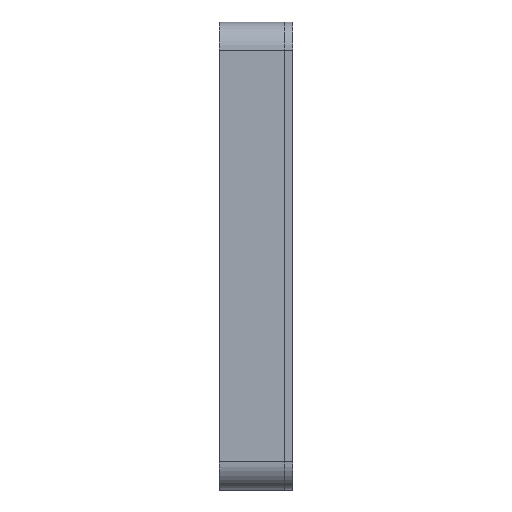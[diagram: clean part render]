
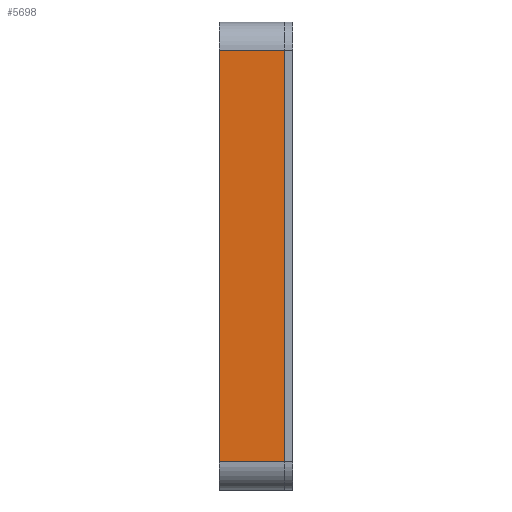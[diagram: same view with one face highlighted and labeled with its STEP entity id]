
A CAD part, left-side view. The second image highlights one B-rep face of the part: STEP entity #5698.
In plain terms, the highlighted planar face has unit normal (-1, 0, 0).
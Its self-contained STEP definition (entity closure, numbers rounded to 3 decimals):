
#285=PLANE('',#5950);
#561=FACE_OUTER_BOUND('',#898,.T.);
#898=EDGE_LOOP('',(#4941,#4942,#4943,#4944));
#1350=LINE('',#9967,#1857);
#1352=LINE('',#9987,#1859);
#1359=LINE('',#10002,#1866);
#1373=LINE('',#10042,#1880);
#1857=VECTOR('',#6629,10.);
#1859=VECTOR('',#6655,10.);
#1866=VECTOR('',#6666,10.);
#1880=VECTOR('',#6704,10.);
#2675=VERTEX_POINT('',#9953);
#2681=VERTEX_POINT('',#9965);
#2686=VERTEX_POINT('',#9983);
#2693=VERTEX_POINT('',#10001);
#3442=EDGE_CURVE('',#2675,#2681,#1350,.T.);
#3449=EDGE_CURVE('',#2675,#2686,#1352,.T.);
#3456=EDGE_CURVE('',#2686,#2693,#1359,.T.);
#3477=EDGE_CURVE('',#2693,#2681,#1373,.T.);
#4941=ORIENTED_EDGE('',*,*,#3449,.F.);
#4942=ORIENTED_EDGE('',*,*,#3442,.T.);
#4943=ORIENTED_EDGE('',*,*,#3477,.F.);
#4944=ORIENTED_EDGE('',*,*,#3456,.F.);
#5698=ADVANCED_FACE('',(#561),#285,.T.);
#5950=AXIS2_PLACEMENT_3D('',#10043,#6705,#6706);
#6629=DIRECTION('',(0.,0.,1.));
#6655=DIRECTION('',(0.,1.,0.));
#6666=DIRECTION('',(0.,0.,1.));
#6704=DIRECTION('',(0.,-1.,0.));
#6705=DIRECTION('center_axis',(-1.,0.,0.));
#6706=DIRECTION('ref_axis',(0.,0.,1.));
#9953=CARTESIAN_POINT('',(-37.75,0.,-36.35));
#9965=CARTESIAN_POINT('',(-37.75,0.,36.35));
#9967=CARTESIAN_POINT('',(-37.75,0.,-41.35));
#9983=CARTESIAN_POINT('',(-37.75,13.,-36.35));
#9987=CARTESIAN_POINT('',(-37.75,0.,-36.35));
#10001=CARTESIAN_POINT('',(-37.75,13.,36.35));
#10002=CARTESIAN_POINT('',(-37.75,13.,-41.35));
#10042=CARTESIAN_POINT('',(-37.75,0.,36.35));
#10043=CARTESIAN_POINT('Origin',(-37.75,0.,-41.35));
